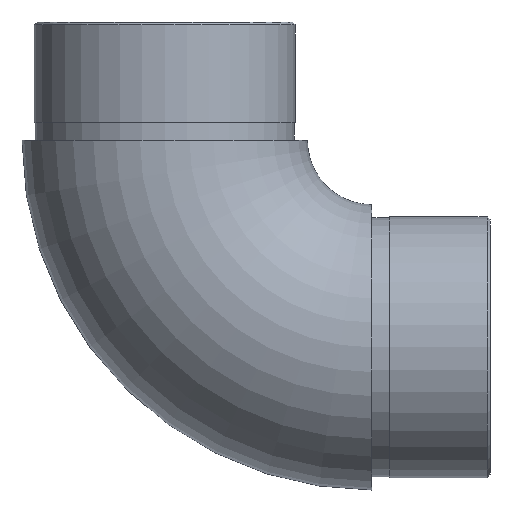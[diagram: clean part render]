
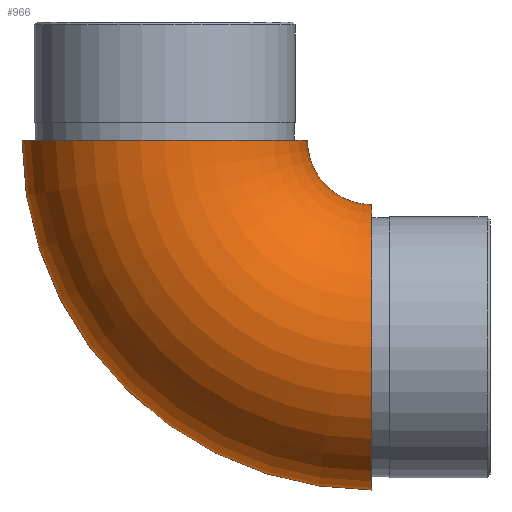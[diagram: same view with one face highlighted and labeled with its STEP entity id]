
A CAD part, left-side view. The second image highlights one B-rep face of the part: STEP entity #966.
In plain terms, the highlighted toroidal (fillet/blend) face has major radius 35.05 mm and minor radius 24.15 mm.
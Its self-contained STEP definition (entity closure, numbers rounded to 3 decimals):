
#97 = DIRECTION ( 'NONE',  ( 0., 1., 0. ) ) ;
#501 = TOROIDAL_SURFACE ( 'NONE', #4602, 35.05, 24.15 ) ;
#966 = ADVANCED_FACE ( 'NONE', ( #13237, #1366 ), #501, .T. ) ;
#1014 = ORIENTED_EDGE ( 'NONE', *, *, #5040, .F. ) ;
#1366 = FACE_OUTER_BOUND ( 'NONE', #4132, .T. ) ;
#2416 = CARTESIAN_POINT ( 'NONE',  ( 0., 0., 24.15 ) ) ;
#3514 = DIRECTION ( 'NONE',  ( 0., -1., 0. ) ) ;
#3924 = AXIS2_PLACEMENT_3D ( 'NONE', #2416, #97, #6735 ) ;
#4126 = CARTESIAN_POINT ( 'NONE',  ( 0., 0., 48.3 ) ) ;
#4132 = EDGE_LOOP ( 'NONE', ( #10425 ) ) ;
#4602 = AXIS2_PLACEMENT_3D ( 'NONE', #4650, #5763, #5859 ) ;
#4650 = CARTESIAN_POINT ( 'NONE',  ( 0., 0., 59.2 ) ) ;
#5040 = EDGE_CURVE ( 'NONE', #14129, #14129, #14055, .T. ) ;
#5354 = EDGE_LOOP ( 'NONE', ( #1014 ) ) ;
#5763 = DIRECTION ( 'NONE',  ( -1., 0., 0. ) ) ;
#5859 = DIRECTION ( 'NONE',  ( 0., 0., 1. ) ) ;
#6735 = DIRECTION ( 'NONE',  ( 0., 0., 1. ) ) ;
#6860 = CARTESIAN_POINT ( 'NONE',  ( 0., 35.05, 59.2 ) ) ;
#6969 = AXIS2_PLACEMENT_3D ( 'NONE', #6860, #13528, #3514 ) ;
#9644 = CARTESIAN_POINT ( 'NONE',  ( 0., 10.9, 59.2 ) ) ;
#10425 = ORIENTED_EDGE ( 'NONE', *, *, #12425, .T. ) ;
#10954 = CIRCLE ( 'NONE', #3924, 24.15 ) ;
#12425 = EDGE_CURVE ( 'NONE', #13246, #13246, #10954, .T. ) ;
#13237 = FACE_OUTER_BOUND ( 'NONE', #5354, .T. ) ;
#13246 = VERTEX_POINT ( 'NONE', #4126 ) ;
#13528 = DIRECTION ( 'NONE',  ( 0., 0., 1. ) ) ;
#14055 = CIRCLE ( 'NONE', #6969, 24.15 ) ;
#14129 = VERTEX_POINT ( 'NONE', #9644 ) ;
